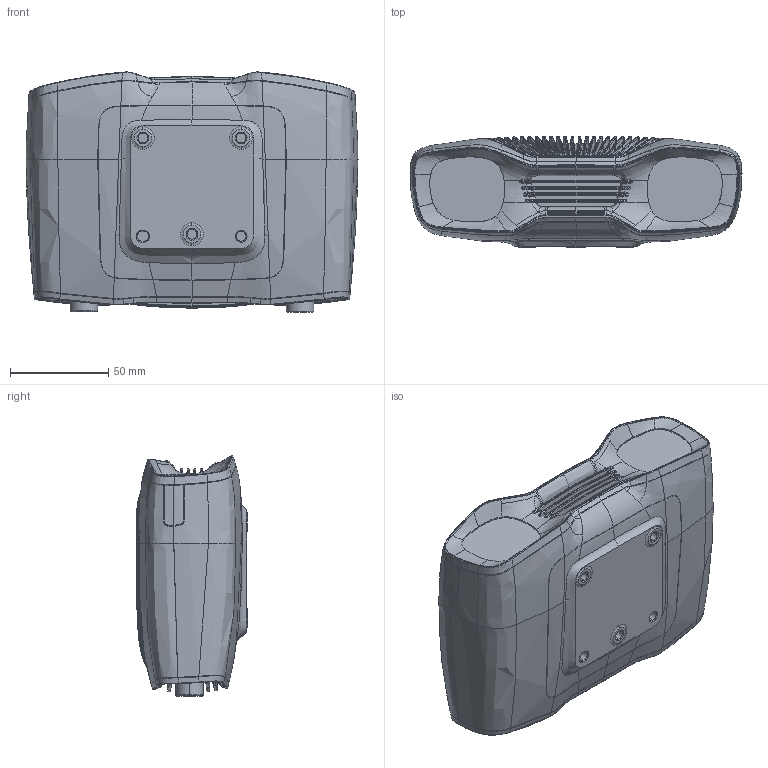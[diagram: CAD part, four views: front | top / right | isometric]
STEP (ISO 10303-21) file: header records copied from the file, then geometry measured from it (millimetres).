
FILE_DESCRIPTION (( 'STEP AP203' ), '1' );
FILE_NAME ('Zivid Two Plus Enclosure.STEP', '2023-05-16T11:38:03', ( '' ), ( '' ), 'SwSTEP 2.0', 'SolidWorks 2021', '' );
FILE_SCHEMA (( 'CONFIG_CONTROL_DESIGN' ));
Products named in the file (1): Zivid Two Plus Enclosure
Bounding box: 169 x 56.5 x 122.22 mm (x, y, z)
Volume: 832877.8 mm3; surface area: 80950.3 mm2
Topology: 1 solids, 1 shells, 3257 faces, 7898 edges, 4593 vertices
Faces by surface type: bspline 2869, plane 129, cylinder 89, torus 80, cone 70, sphere 20
Entity records: 514432 total; most frequent: CARTESIAN_POINT 462149, ORIENTED_EDGE 15672, EDGE_CURVE 7836, B_SPLINE_CURVE_WITH_KNOTS 6795, VERTEX_POINT 4593, EDGE_LOOP 3269, FACE_OUTER_BOUND 3257, ADVANCED_FACE 3257
